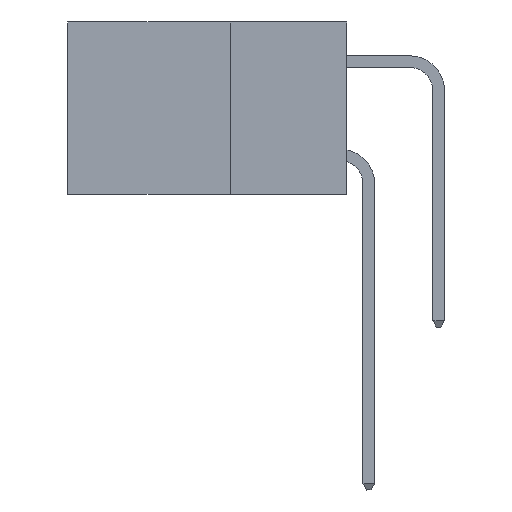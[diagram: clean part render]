
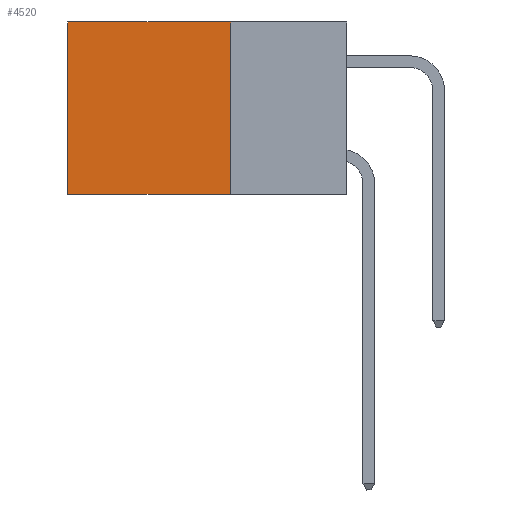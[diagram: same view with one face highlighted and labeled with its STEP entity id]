
A CAD part, left-side view. The second image highlights one B-rep face of the part: STEP entity #4520.
In plain terms, the highlighted planar face has unit normal (-1, 0, 0).
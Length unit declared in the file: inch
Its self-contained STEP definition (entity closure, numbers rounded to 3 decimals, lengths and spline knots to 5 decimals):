
#741 = VERTEX_POINT ( 'NONE', #20592 ) ;
#951 = CARTESIAN_POINT ( 'NONE',  ( 0.2875, 0.25, 0. ) ) ;
#1268 = VERTEX_POINT ( 'NONE', #4446 ) ;
#1890 = DIRECTION ( 'NONE',  ( 0., 0., -1. ) ) ;
#2081 = CARTESIAN_POINT ( 'NONE',  ( 0.2875, 0.6, 0. ) ) ;
#2209 = VECTOR ( 'NONE', #13641, 39.37008 ) ;
#2578 = EDGE_CURVE ( 'NONE', #10414, #741, #9844, .T. ) ;
#4168 = DIRECTION ( 'NONE',  ( 0., 0., -1. ) ) ;
#4446 = CARTESIAN_POINT ( 'NONE',  ( 0.2875, 0.6, -0.37 ) ) ;
#4520 = ADVANCED_FACE ( 'NONE', ( #8219 ), #5832, .F. ) ;
#5165 = VERTEX_POINT ( 'NONE', #17848 ) ;
#5529 = VECTOR ( 'NONE', #1890, 39.37008 ) ;
#5832 = PLANE ( 'NONE',  #12899 ) ;
#5842 = LINE ( 'NONE', #16740, #12468 ) ;
#6317 = EDGE_LOOP ( 'NONE', ( #14370, #19436, #18154, #8925 ) ) ;
#7155 = CARTESIAN_POINT ( 'NONE',  ( 0.2875, 0.25, -0.37 ) ) ;
#7410 = DIRECTION ( 'NONE',  ( 1., 0., 0. ) ) ;
#8067 = LINE ( 'NONE', #7155, #16954 ) ;
#8219 = FACE_OUTER_BOUND ( 'NONE', #6317, .T. ) ;
#8925 = ORIENTED_EDGE ( 'NONE', *, *, #15289, .T. ) ;
#9844 = LINE ( 'NONE', #19669, #5529 ) ;
#10414 = VERTEX_POINT ( 'NONE', #20421 ) ;
#11659 = DIRECTION ( 'NONE',  ( 0., 1., 0. ) ) ;
#11854 = EDGE_CURVE ( 'NONE', #741, #1268, #8067, .T. ) ;
#12222 = DIRECTION ( 'NONE',  ( 0., 1., 0. ) ) ;
#12468 = VECTOR ( 'NONE', #11659, 39.37008 ) ;
#12899 = AXIS2_PLACEMENT_3D ( 'NONE', #951, #7410, #4168 ) ;
#13196 = EDGE_CURVE ( 'NONE', #5165, #1268, #13627, .T. ) ;
#13627 = LINE ( 'NONE', #2081, #2209 ) ;
#13641 = DIRECTION ( 'NONE',  ( 0., 0., -1. ) ) ;
#14370 = ORIENTED_EDGE ( 'NONE', *, *, #13196, .T. ) ;
#15289 = EDGE_CURVE ( 'NONE', #10414, #5165, #5842, .T. ) ;
#16740 = CARTESIAN_POINT ( 'NONE',  ( 0.2875, 0.25, 0. ) ) ;
#16954 = VECTOR ( 'NONE', #12222, 39.37008 ) ;
#17848 = CARTESIAN_POINT ( 'NONE',  ( 0.2875, 0.6, 0. ) ) ;
#18154 = ORIENTED_EDGE ( 'NONE', *, *, #2578, .F. ) ;
#19436 = ORIENTED_EDGE ( 'NONE', *, *, #11854, .F. ) ;
#19669 = CARTESIAN_POINT ( 'NONE',  ( 0.2875, 0.25, 0. ) ) ;
#20421 = CARTESIAN_POINT ( 'NONE',  ( 0.2875, 0.25, 0. ) ) ;
#20592 = CARTESIAN_POINT ( 'NONE',  ( 0.2875, 0.25, -0.37 ) ) ;
